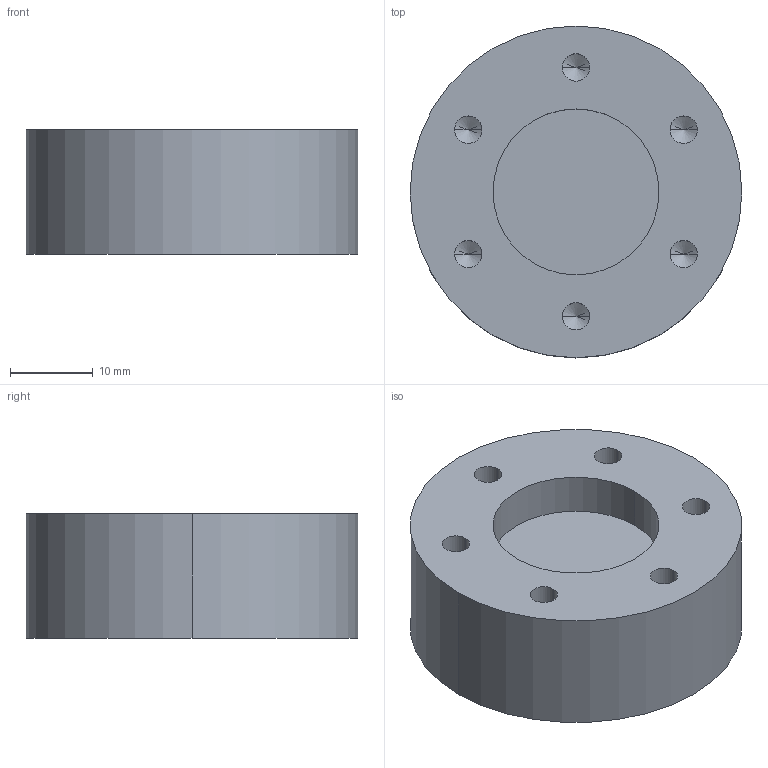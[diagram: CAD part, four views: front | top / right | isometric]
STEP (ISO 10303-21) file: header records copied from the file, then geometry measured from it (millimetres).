
FILE_DESCRIPTION (( 'STEP AP203' ), '1' );
FILE_NAME ('RBT_LINK6_Default_sldprt.STEP', '2025-02-10T15:52:46', ( '' ), ( '' ), 'SwSTEP 2.0', 'SolidWorks 2024', '' );
FILE_SCHEMA (( 'CONFIG_CONTROL_DESIGN' ));
Length unit declared in the file: millimetre
Products named in the file (1): RBT_LINK6_Default_sldprt
Bounding box: 40 x 40 x 15 mm (x, y, z)
Volume: 14011.1 mm3; surface area: 5492.5 mm2
Topology: 1 solids, 1 shells, 34 faces, 78 edges, 42 vertices
Faces by surface type: cylinder 18, cone 12, plane 4
Entity records: 955 total; most frequent: DIRECTION 172, CARTESIAN_POINT 143, ORIENTED_EDGE 132, AXIS2_PLACEMENT_3D 71, EDGE_CURVE 66, VERTEX_POINT 42, EDGE_LOOP 42, CIRCLE 36
